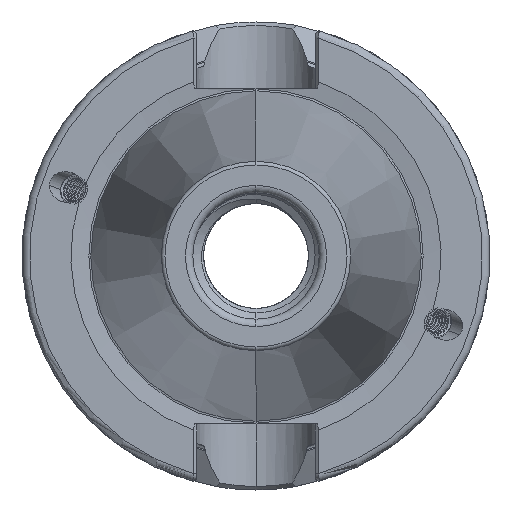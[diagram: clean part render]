
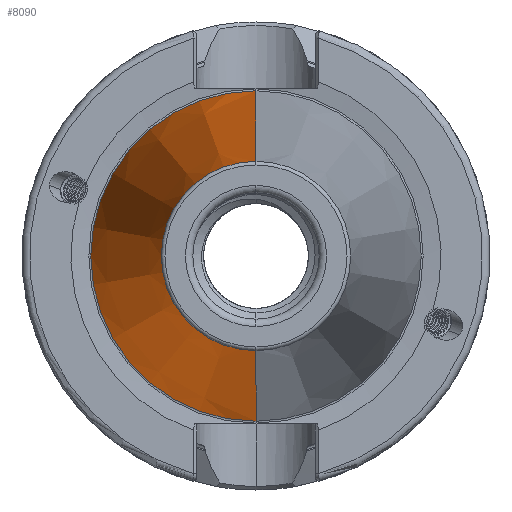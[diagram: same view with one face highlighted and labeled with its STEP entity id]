
A CAD part, left-side view. The second image highlights one B-rep face of the part: STEP entity #8090.
In plain terms, the highlighted conical face has half-angle 8.297 degrees and reference radius 22.24 mm.
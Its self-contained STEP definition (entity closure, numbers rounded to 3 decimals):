
#1198 = VERTEX_POINT ( 'NONE', #9655 ) ;
#1203 = VERTEX_POINT ( 'NONE', #9658 ) ;
#1237 = VERTEX_POINT ( 'NONE', #9687 ) ;
#1244 = VERTEX_POINT ( 'NONE', #9670 ) ;
#1529 = ORIENTED_EDGE ( 'NONE', *, *, #5230, .F. ) ;
#1558 = ORIENTED_EDGE ( 'NONE', *, *, #5157, .F. ) ;
#1567 = ORIENTED_EDGE ( 'NONE', *, *, #5260, .T. ) ;
#1623 = ORIENTED_EDGE ( 'NONE', *, *, #5237, .T. ) ;
#3108 = AXIS2_PLACEMENT_3D ( 'NONE', #12255, #12275, #12256 ) ;
#3228 = AXIS2_PLACEMENT_3D ( 'NONE', #17899, #17905, #17893 ) ;
#3715 = AXIS2_PLACEMENT_3D ( 'NONE', #25345, #25346, #25372 ) ;
#4044 = CONICAL_SURFACE ( 'NONE', #3228, 22.24, 0.145 ) ;
#4066 = FACE_OUTER_BOUND ( 'NONE', #9082, .T. ) ;
#4707 = CIRCLE ( 'NONE', #3715, 22.24 ) ;
#4791 = VECTOR ( 'NONE', #25188, 1000. ) ;
#4796 = LINE ( 'NONE', #25177, #4791 ) ;
#4799 = CIRCLE ( 'NONE', #3108, 12.75 ) ;
#4810 = VECTOR ( 'NONE', #25105, 1000. ) ;
#4823 = LINE ( 'NONE', #25107, #4810 ) ;
#5157 = EDGE_CURVE ( 'NONE', #1244, #1237, #4707, .T. ) ;
#5230 = EDGE_CURVE ( 'NONE', #1198, #1244, #4823, .T. ) ;
#5237 = EDGE_CURVE ( 'NONE', #1203, #1237, #4796, .T. ) ;
#5260 = EDGE_CURVE ( 'NONE', #1198, #1203, #4799, .T. ) ;
#8090 = ADVANCED_FACE ( 'NONE', ( #4066 ), #4044, .T. ) ;
#9082 = EDGE_LOOP ( 'NONE', ( #1567, #1623, #1558, #1529 ) ) ;
#9655 = CARTESIAN_POINT ( 'NONE',  ( -65.972, 0., -12.75 ) ) ;
#9658 = CARTESIAN_POINT ( 'NONE',  ( -65.972, 0., 12.75 ) ) ;
#9670 = CARTESIAN_POINT ( 'NONE',  ( -0.9, 0., -22.24 ) ) ;
#9687 = CARTESIAN_POINT ( 'NONE',  ( -0.9, 0., 22.24 ) ) ;
#12255 = CARTESIAN_POINT ( 'NONE',  ( -65.972, 0., 0. ) ) ;
#12256 = DIRECTION ( 'NONE',  ( 0., 0., -1. ) ) ;
#12275 = DIRECTION ( 'NONE',  ( 1., 0., 0. ) ) ;
#17893 = DIRECTION ( 'NONE',  ( 0., 0., -1. ) ) ;
#17899 = CARTESIAN_POINT ( 'NONE',  ( -0.9, 0., 0. ) ) ;
#17905 = DIRECTION ( 'NONE',  ( 1., 0., 0. ) ) ;
#25105 = DIRECTION ( 'NONE',  ( 0.99, 0., -0.144 ) ) ;
#25107 = CARTESIAN_POINT ( 'NONE',  ( -0.9, 0., -22.24 ) ) ;
#25177 = CARTESIAN_POINT ( 'NONE',  ( -0.9, 0., 22.24 ) ) ;
#25188 = DIRECTION ( 'NONE',  ( 0.99, 0., 0.144 ) ) ;
#25345 = CARTESIAN_POINT ( 'NONE',  ( -0.9, 0., 0. ) ) ;
#25346 = DIRECTION ( 'NONE',  ( 1., 0., 0. ) ) ;
#25372 = DIRECTION ( 'NONE',  ( 0., 0., -1. ) ) ;
